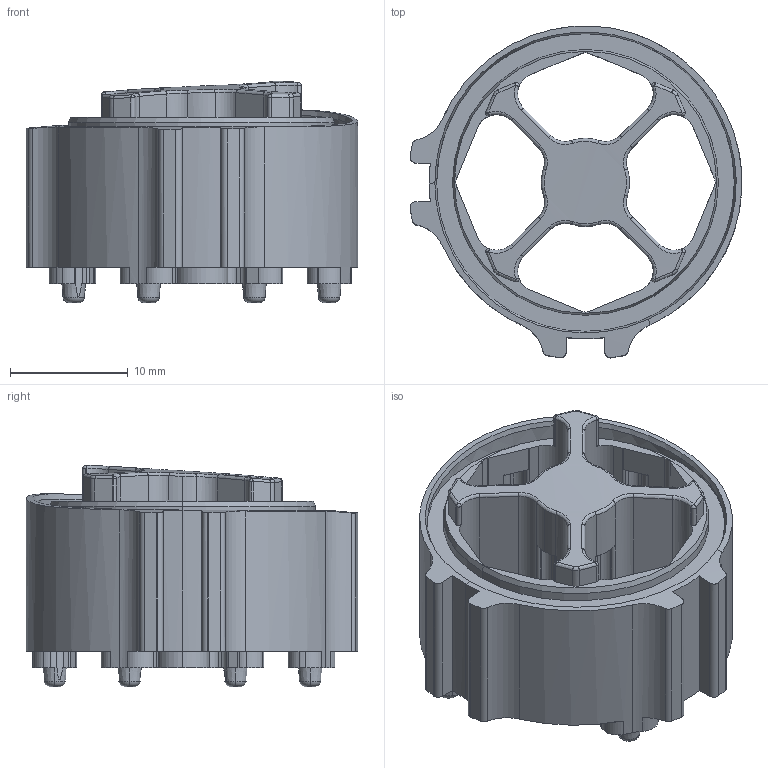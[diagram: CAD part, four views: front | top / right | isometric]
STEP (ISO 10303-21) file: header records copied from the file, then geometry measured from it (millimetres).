
FILE_DESCRIPTION (( 'STEP AP214' ), '1' );
FILE_NAME ('cpad_core.STEP', '2023-04-06T05:00:33', ( '' ), ( '' ), 'SwSTEP 2.0', 'SolidWorks 2021', '' );
FILE_SCHEMA (( 'AUTOMOTIVE_DESIGN' ));
Length unit declared in the file: millimetre
Products named in the file (1): cpad_core
Bounding box: 28.21 x 28.21 x 18.82 mm (x, y, z)
Volume: 3614.5 mm3; surface area: 3713.3 mm2
Topology: 1 solids, 1 shells, 392 faces, 1127 edges, 728 vertices
Faces by surface type: cylinder 156, plane 137, bspline 64, torus 12, sphere 12, cone 11
Entity records: 17014 total; most frequent: CARTESIAN_POINT 7007, ORIENTED_EDGE 2230, DIRECTION 1996, EDGE_CURVE 1115, AXIS2_PLACEMENT_3D 735, VERTEX_POINT 720, VECTOR 526, LINE 526
